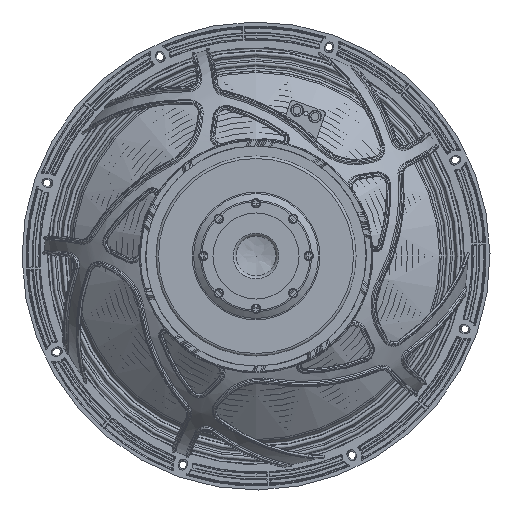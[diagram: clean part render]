
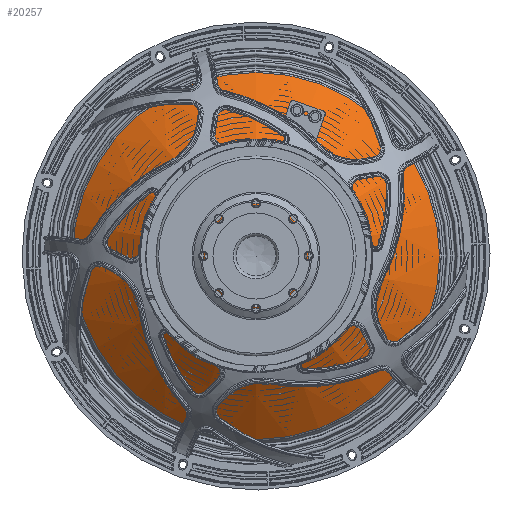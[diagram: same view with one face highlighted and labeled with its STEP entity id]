
A CAD part, front view. The second image highlights one B-rep face of the part: STEP entity #20257.
In plain terms, the highlighted conical face has half-angle 52.816 degrees and reference radius 51 mm.
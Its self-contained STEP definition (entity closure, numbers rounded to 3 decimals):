
#10015 = CIRCLE ( 'NONE', #105968, 51. ) ;
#10198 = ORIENTED_EDGE ( 'NONE', *, *, #98479, .F. ) ;
#14307 = CONICAL_SURFACE ( 'NONE', #124000, 51., 0.922 ) ;
#15647 = DIRECTION ( 'NONE',  ( 0., -1., 0. ) ) ;
#20257 = ADVANCED_FACE ( 'NONE', ( #23116, #111597 ), #14307, .T. ) ;
#23116 = FACE_OUTER_BOUND ( 'NONE', #153609, .T. ) ;
#25670 = DIRECTION ( 'NONE',  ( 0., -1., 0. ) ) ;
#26172 = CARTESIAN_POINT ( 'NONE',  ( 0., 33.041, 0. ) ) ;
#37813 = VERTEX_POINT ( 'NONE', #77313 ) ;
#38314 = ORIENTED_EDGE ( 'NONE', *, *, #39101, .T. ) ;
#39101 = EDGE_CURVE ( 'NONE', #37813, #37813, #49213, .T. ) ;
#49213 = CIRCLE ( 'NONE', #145196, 183.5 ) ;
#60857 = VERTEX_POINT ( 'NONE', #96962 ) ;
#72983 = CARTESIAN_POINT ( 'NONE',  ( 0., 33.041, 0. ) ) ;
#77313 = CARTESIAN_POINT ( 'NONE',  ( 0., 133.555, -183.5 ) ) ;
#87538 = DIRECTION ( 'NONE',  ( 0., 1., 0. ) ) ;
#96962 = CARTESIAN_POINT ( 'NONE',  ( 0., 33.041, -51. ) ) ;
#98479 = EDGE_CURVE ( 'NONE', #60857, #60857, #10015, .T. ) ;
#105968 = AXIS2_PLACEMENT_3D ( 'NONE', #26172, #15647, #121230 ) ;
#111597 = FACE_BOUND ( 'NONE', #134976, .T. ) ;
#114124 = CARTESIAN_POINT ( 'NONE',  ( 0., 133.555, 0. ) ) ;
#121230 = DIRECTION ( 'NONE',  ( 0., 0., -1. ) ) ;
#124000 = AXIS2_PLACEMENT_3D ( 'NONE', #72983, #87538, #126163 ) ;
#126163 = DIRECTION ( 'NONE',  ( 0., 0., 1. ) ) ;
#129546 = DIRECTION ( 'NONE',  ( 0., 0., -1. ) ) ;
#134976 = EDGE_LOOP ( 'NONE', ( #10198 ) ) ;
#145196 = AXIS2_PLACEMENT_3D ( 'NONE', #114124, #25670, #129546 ) ;
#153609 = EDGE_LOOP ( 'NONE', ( #38314 ) ) ;
